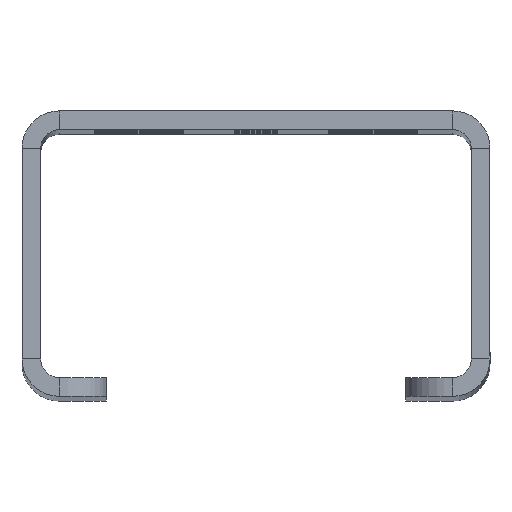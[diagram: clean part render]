
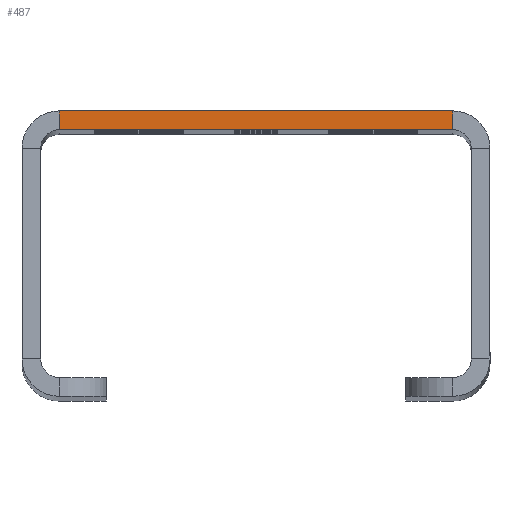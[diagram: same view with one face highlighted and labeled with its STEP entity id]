
A CAD part, top view. The second image highlights one B-rep face of the part: STEP entity #487.
In plain terms, the highlighted planar face has unit normal (0, 0, 1).
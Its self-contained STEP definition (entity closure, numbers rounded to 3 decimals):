
#76 = EDGE_CURVE ( 'NONE', #7040, #5375, #2459, .T. ) ;
#374 = VECTOR ( 'NONE', #3006, 1000. ) ;
#487 = ADVANCED_FACE ( 'NONE', ( #9310 ), #3455, .T. ) ;
#1103 = LINE ( 'NONE', #4946, #9638 ) ;
#1325 = EDGE_CURVE ( 'NONE', #7040, #5984, #8565, .T. ) ;
#2227 = EDGE_LOOP ( 'NONE', ( #9328, #5979, #4015, #7129 ) ) ;
#2459 = LINE ( 'NONE', #6300, #11923 ) ;
#2712 = VERTEX_POINT ( 'NONE', #4209 ) ;
#2836 = DIRECTION ( 'NONE',  ( 1., 0., 0. ) ) ;
#3006 = DIRECTION ( 'NONE',  ( 0., 1., 0. ) ) ;
#3455 = PLANE ( 'NONE',  #9301 ) ;
#3586 = CARTESIAN_POINT ( 'NONE',  ( -21., -2., 145.5 ) ) ;
#3908 = CARTESIAN_POINT ( 'NONE',  ( 25., -2., 145.5 ) ) ;
#3960 = DIRECTION ( 'NONE',  ( 0., 1., 0. ) ) ;
#4015 = ORIENTED_EDGE ( 'NONE', *, *, #9691, .T. ) ;
#4209 = CARTESIAN_POINT ( 'NONE',  ( 21., 0., 145.5 ) ) ;
#4700 = CARTESIAN_POINT ( 'NONE',  ( 21., -2., 145.5 ) ) ;
#4946 = CARTESIAN_POINT ( 'NONE',  ( 25., 0., 145.5 ) ) ;
#5375 = VERTEX_POINT ( 'NONE', #11803 ) ;
#5979 = ORIENTED_EDGE ( 'NONE', *, *, #1325, .T. ) ;
#5984 = VERTEX_POINT ( 'NONE', #4700 ) ;
#6300 = CARTESIAN_POINT ( 'NONE',  ( -21., -2., 145.5 ) ) ;
#7040 = VERTEX_POINT ( 'NONE', #3586 ) ;
#7129 = ORIENTED_EDGE ( 'NONE', *, *, #8683, .F. ) ;
#7300 = CARTESIAN_POINT ( 'NONE',  ( 25., -2., 145.5 ) ) ;
#8565 = LINE ( 'NONE', #3908, #9872 ) ;
#8683 = EDGE_CURVE ( 'NONE', #5375, #2712, #1103, .T. ) ;
#8795 = DIRECTION ( 'NONE',  ( 1., 0., 0. ) ) ;
#9301 = AXIS2_PLACEMENT_3D ( 'NONE', #7300, #11200, #12202 ) ;
#9310 = FACE_OUTER_BOUND ( 'NONE', #2227, .T. ) ;
#9328 = ORIENTED_EDGE ( 'NONE', *, *, #76, .F. ) ;
#9491 = LINE ( 'NONE', #12391, #374 ) ;
#9638 = VECTOR ( 'NONE', #8795, 1000. ) ;
#9691 = EDGE_CURVE ( 'NONE', #5984, #2712, #9491, .T. ) ;
#9872 = VECTOR ( 'NONE', #2836, 1000. ) ;
#11200 = DIRECTION ( 'NONE',  ( 0., 0., 1. ) ) ;
#11803 = CARTESIAN_POINT ( 'NONE',  ( -21., 0., 145.5 ) ) ;
#11923 = VECTOR ( 'NONE', #3960, 1000. ) ;
#12202 = DIRECTION ( 'NONE',  ( 1., 0., 0. ) ) ;
#12391 = CARTESIAN_POINT ( 'NONE',  ( 21., -2., 145.5 ) ) ;
